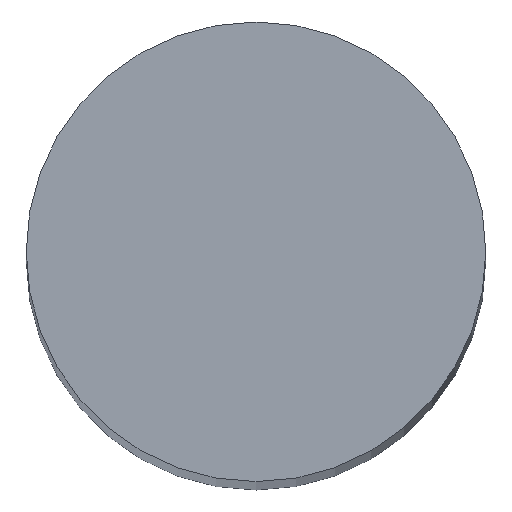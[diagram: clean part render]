
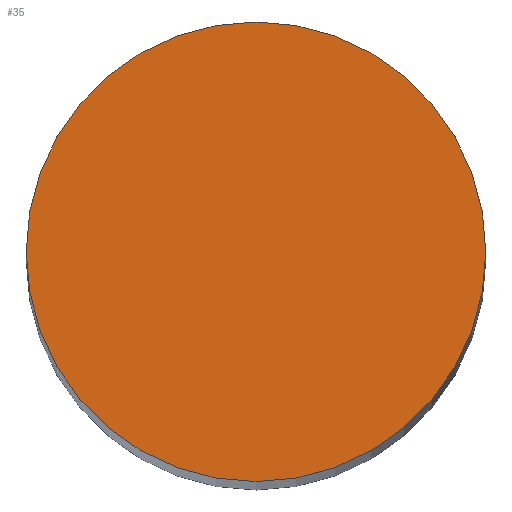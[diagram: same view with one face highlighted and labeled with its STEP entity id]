
A CAD part, top view. The second image highlights one B-rep face of the part: STEP entity #35.
In plain terms, the highlighted planar face has unit normal (0, 0, 1).
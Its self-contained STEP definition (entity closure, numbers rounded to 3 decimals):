
#32=EDGE_CURVE('240[2]',#65,#65,#66,.T.);
#35=ADVANCED_FACE('240[2]',(#69),#70,.T.);
#65=VERTEX_POINT('',#95);
#66=CIRCLE('',#96,8.0);
#69=FACE_OUTER_BOUND('',#100,.T.);
#70=PLANE('',#101);
#95=CARTESIAN_POINT('',(0.,8.,167.5));
#96=AXIS2_PLACEMENT_3D('',#120,#121,#122);
#100=EDGE_LOOP('',(#124));
#101=AXIS2_PLACEMENT_3D('',#125,#126,#127);
#120=CARTESIAN_POINT('',(0.,0.,167.5));
#121=DIRECTION('',(0.,0.,-1.0));
#122=DIRECTION('',(0.,1.0,0.));
#124=ORIENTED_EDGE('',*,*,#32,.F.);
#125=CARTESIAN_POINT('',(0.,4.,167.5));
#126=DIRECTION('',(0.,0.,1.0));
#127=DIRECTION('',(1.0,0.,0.0));
